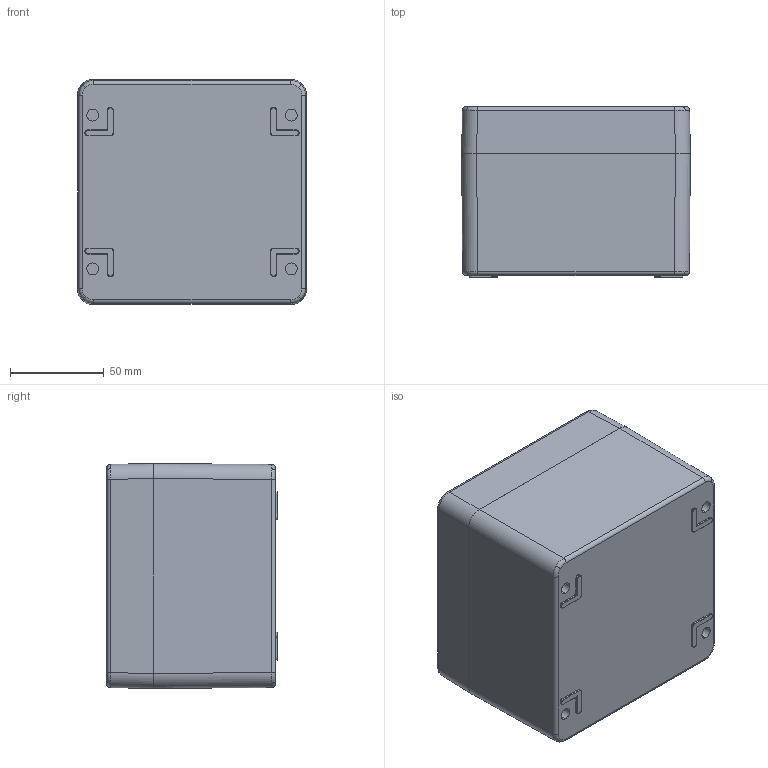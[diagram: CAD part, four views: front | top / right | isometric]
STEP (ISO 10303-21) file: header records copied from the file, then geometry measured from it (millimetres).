
FILE_DESCRIPTION (( 'STEP AP214' ), '1' );
FILE_NAME ('02.1212 09.STEP', '2008-08-19T08:44:21', ( ' ' ), ( '' ), 'SwSTEP 2.0', 'SolidWorks 2008', '' );
FILE_SCHEMA (( 'AUTOMOTIVE_DESIGN' ));
Length unit declared in the file: millimetre
Products named in the file (8): 02.1212 09; 21251-Unterteil_Standard; 86222_Standard; 86224_Standard; 21251-Deckel_Standard; 93136_Standard; 82009_Standard
Assembly tree (18 placements, depth 3):
  02.1212 09
    21251-Unterteil_Standard
      86222_Standard  x6
      86224_Standard  x4
      21251-Unterteil_Standard
    93136_Standard  x4
    21251-Deckel_Standard
    82009_Standard
Bounding box: 122 x 91 x 120 mm (x, y, z)
Volume: 395639.3 mm3; surface area: 158497.8 mm2
Topology: 17 solids, 17 shells, 1268 faces, 3000 edges, 1798 vertices
Faces by surface type: plane 386, cylinder 338, bspline 224, cone 216, torus 88, sphere 16
Entity records: 30244 total; most frequent: CARTESIAN_POINT 12220, ORIENTED_EDGE 4016, DIRECTION 3488, EDGE_CURVE 2008, AXIS2_PLACEMENT_3D 1392, VERTEX_POINT 1196, EDGE_LOOP 916, ADVANCED_FACE 862
